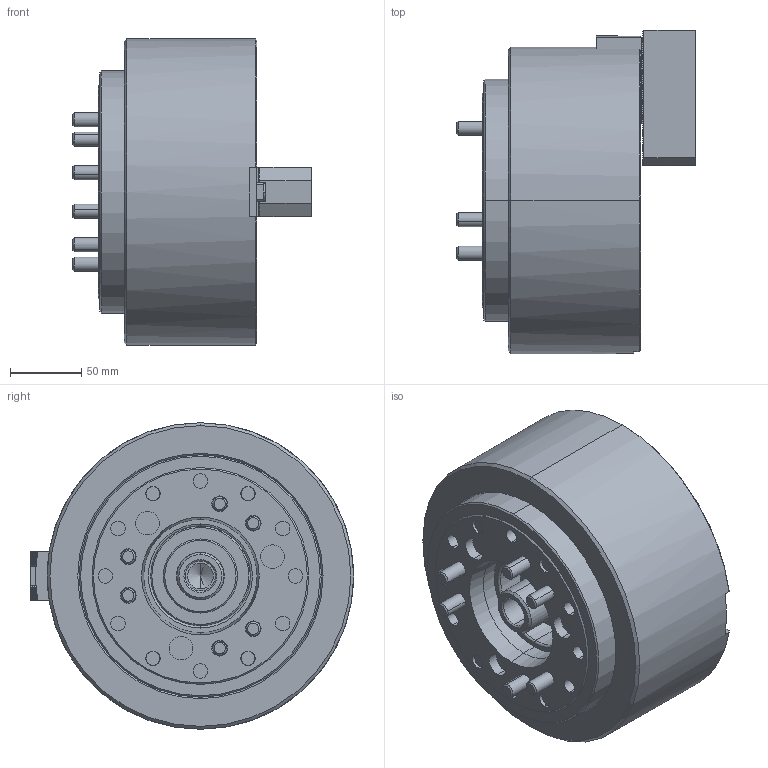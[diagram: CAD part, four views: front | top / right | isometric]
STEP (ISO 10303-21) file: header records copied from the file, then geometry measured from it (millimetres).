
FILE_DESCRIPTION (( 'STEP AP203' ), '1' );
FILE_NAME ('CF-1L-08A5.STEP', '2021-08-31T06:28:00', ( '' ), ( '' ), 'SwSTEP 2.0', 'SolidWorks 2016', '' );
FILE_SCHEMA (( 'CONFIG_CONTROL_DESIGN' ));
Length unit declared in the file: millimetre
Products named in the file (16): SJ-08; CF-1L-08-03010; 圓頭內六角螺栓_M12x30; CF-1L-08-04000; 圓頭內六角螺栓_M12x95; CF-1L-08-05000; CF-3H-08-12000-A5法蘭; CF-1L-08-06000; 圓頭內六角螺栓_M10x30; CF-1L-08-07000; CF-1L-08A5; 圓頭內六角螺栓_M6x12; 半圓頭六角孔螺栓_M5x10; CF-1L-08-01000; CF-3H-208-04000(T型塊); CF-1L-08-02000
Assembly tree (26 placements, depth 2):
  CF-1L-08A5
    CF-1L-08-01000
    CF-1L-08-02000
    CF-1L-08-03010
    CF-1L-08-04000
    CF-1L-08-05000
    CF-1L-08-06000
    CF-1L-08-07000
    圓頭內六角螺栓_M6x12
    半圓頭六角孔螺栓_M5x10  x3
    CF-3H-208-04000(T型塊)
    SJ-08
    圓頭內六角螺栓_M12x30  x2
    圓頭內六角螺栓_M12x95  x4
    CF-3H-08-12000-A5法蘭
    圓頭內六角螺栓_M10x30  x6
Bounding box: 167.25 x 226.75 x 215 mm (x, y, z)
Volume: 3616942.5 mm3; surface area: 394835.8 mm2
Topology: 26 solids, 26 shells, 1637 faces, 4365 edges, 2794 vertices
Faces by surface type: plane 970, cylinder 489, cone 170, torus 8
Entity records: 44653 total; most frequent: CARTESIAN_POINT 8809, ORIENTED_EDGE 7394, DIRECTION 6633, EDGE_CURVE 3697, VECTOR 2683, LINE 2683, VERTEX_POINT 2431, AXIS2_PLACEMENT_3D 1975
